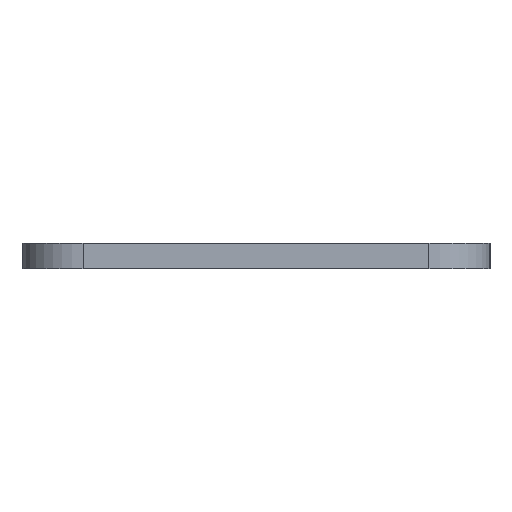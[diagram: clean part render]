
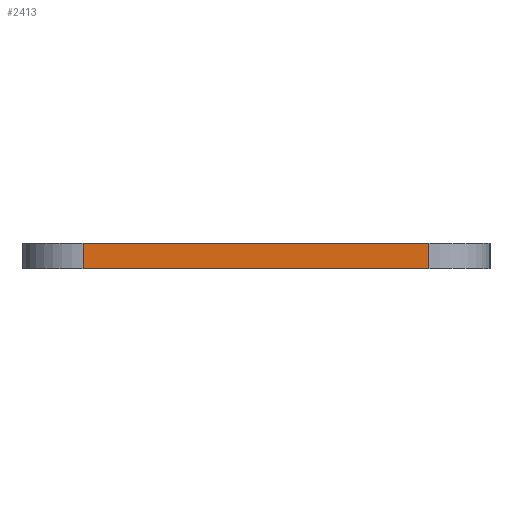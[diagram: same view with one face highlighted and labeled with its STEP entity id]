
A CAD part, left-side view. The second image highlights one B-rep face of the part: STEP entity #2413.
In plain terms, the highlighted planar face has unit normal (-1, 0, 0).
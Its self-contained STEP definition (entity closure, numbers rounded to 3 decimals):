
#55 = CYLINDRICAL_SURFACE('',#56,3.81);
#56 = AXIS2_PLACEMENT_3D('',#57,#58,#59);
#57 = CARTESIAN_POINT('',(63.5,-21.59,0.));
#58 = DIRECTION('',(-0.,-0.,-1.));
#59 = DIRECTION('',(1.,0.,-0.));
#83 = PLANE('',#84);
#84 = AXIS2_PLACEMENT_3D('',#85,#86,#87);
#85 = CARTESIAN_POINT('',(133.985,-32.385,1.6));
#86 = DIRECTION('',(-0.,-0.,-1.));
#87 = DIRECTION('',(-1.,0.,0.));
#137 = PLANE('',#138);
#138 = AXIS2_PLACEMENT_3D('',#139,#140,#141);
#139 = CARTESIAN_POINT('',(133.985,-32.385,0.));
#140 = DIRECTION('',(-0.,-0.,-1.));
#141 = DIRECTION('',(-1.,0.,0.));
#154 = VERTEX_POINT('',#155);
#155 = CARTESIAN_POINT('',(59.69,-21.59,1.6));
#181 = EDGE_CURVE('',#182,#154,#184,.T.);
#182 = VERTEX_POINT('',#183);
#183 = CARTESIAN_POINT('',(59.69,-21.59,0.));
#184 = SURFACE_CURVE('',#185,(#189,#196),.PCURVE_S1.);
#185 = LINE('',#186,#187);
#186 = CARTESIAN_POINT('',(59.69,-21.59,0.));
#187 = VECTOR('',#188,1.);
#188 = DIRECTION('',(0.,0.,1.));
#189 = PCURVE('',#55,#190);
#190 = DEFINITIONAL_REPRESENTATION('',(#191),#195);
#191 = LINE('',#192,#193);
#192 = CARTESIAN_POINT('',(-3.142,0.));
#193 = VECTOR('',#194,1.);
#194 = DIRECTION('',(-0.,-1.));
#195 = ( GEOMETRIC_REPRESENTATION_CONTEXT(2) 
PARAMETRIC_REPRESENTATION_CONTEXT() REPRESENTATION_CONTEXT('2D SPACE',''
  ) );
#196 = PCURVE('',#197,#202);
#197 = PLANE('',#198);
#198 = AXIS2_PLACEMENT_3D('',#199,#200,#201);
#199 = CARTESIAN_POINT('',(59.69,-43.18,0.));
#200 = DIRECTION('',(-1.,0.,0.));
#201 = DIRECTION('',(0.,1.,0.));
#202 = DEFINITIONAL_REPRESENTATION('',(#203),#207);
#203 = LINE('',#204,#205);
#204 = CARTESIAN_POINT('',(21.59,0.));
#205 = VECTOR('',#206,1.);
#206 = DIRECTION('',(0.,-1.));
#207 = ( GEOMETRIC_REPRESENTATION_CONTEXT(2) 
PARAMETRIC_REPRESENTATION_CONTEXT() REPRESENTATION_CONTEXT('2D SPACE',''
  ) );
#411 = VERTEX_POINT('',#412);
#412 = CARTESIAN_POINT('',(59.69,-43.18,0.));
#431 = CYLINDRICAL_SURFACE('',#432,3.81);
#432 = AXIS2_PLACEMENT_3D('',#433,#434,#435);
#433 = CARTESIAN_POINT('',(63.5,-43.18,0.));
#434 = DIRECTION('',(-0.,-0.,-1.));
#435 = DIRECTION('',(1.,0.,-0.));
#443 = EDGE_CURVE('',#411,#182,#444,.T.);
#444 = SURFACE_CURVE('',#445,(#449,#456),.PCURVE_S1.);
#445 = LINE('',#446,#447);
#446 = CARTESIAN_POINT('',(59.69,-43.18,0.));
#447 = VECTOR('',#448,1.);
#448 = DIRECTION('',(0.,1.,0.));
#449 = PCURVE('',#137,#450);
#450 = DEFINITIONAL_REPRESENTATION('',(#451),#455);
#451 = LINE('',#452,#453);
#452 = CARTESIAN_POINT('',(74.295,-10.795));
#453 = VECTOR('',#454,1.);
#454 = DIRECTION('',(0.,1.));
#455 = ( GEOMETRIC_REPRESENTATION_CONTEXT(2) 
PARAMETRIC_REPRESENTATION_CONTEXT() REPRESENTATION_CONTEXT('2D SPACE',''
  ) );
#456 = PCURVE('',#197,#457);
#457 = DEFINITIONAL_REPRESENTATION('',(#458),#462);
#458 = LINE('',#459,#460);
#459 = CARTESIAN_POINT('',(0.,0.));
#460 = VECTOR('',#461,1.);
#461 = DIRECTION('',(1.,0.));
#462 = ( GEOMETRIC_REPRESENTATION_CONTEXT(2) 
PARAMETRIC_REPRESENTATION_CONTEXT() REPRESENTATION_CONTEXT('2D SPACE',''
  ) );
#1525 = VERTEX_POINT('',#1526);
#1526 = CARTESIAN_POINT('',(59.69,-43.18,1.6));
#1552 = EDGE_CURVE('',#1525,#154,#1553,.T.);
#1553 = SURFACE_CURVE('',#1554,(#1558,#1565),.PCURVE_S1.);
#1554 = LINE('',#1555,#1556);
#1555 = CARTESIAN_POINT('',(59.69,-43.18,1.6));
#1556 = VECTOR('',#1557,1.);
#1557 = DIRECTION('',(0.,1.,0.));
#1558 = PCURVE('',#83,#1559);
#1559 = DEFINITIONAL_REPRESENTATION('',(#1560),#1564);
#1560 = LINE('',#1561,#1562);
#1561 = CARTESIAN_POINT('',(74.295,-10.795));
#1562 = VECTOR('',#1563,1.);
#1563 = DIRECTION('',(0.,1.));
#1564 = ( GEOMETRIC_REPRESENTATION_CONTEXT(2) 
PARAMETRIC_REPRESENTATION_CONTEXT() REPRESENTATION_CONTEXT('2D SPACE',''
  ) );
#1565 = PCURVE('',#197,#1566);
#1566 = DEFINITIONAL_REPRESENTATION('',(#1567),#1571);
#1567 = LINE('',#1568,#1569);
#1568 = CARTESIAN_POINT('',(0.,-1.6));
#1569 = VECTOR('',#1570,1.);
#1570 = DIRECTION('',(1.,0.));
#1571 = ( GEOMETRIC_REPRESENTATION_CONTEXT(2) 
PARAMETRIC_REPRESENTATION_CONTEXT() REPRESENTATION_CONTEXT('2D SPACE',''
  ) );
#2413 = ADVANCED_FACE('',(#2414),#197,.T.);
#2414 = FACE_BOUND('',#2415,.T.);
#2415 = EDGE_LOOP('',(#2416,#2437,#2438,#2439));
#2416 = ORIENTED_EDGE('',*,*,#2417,.T.);
#2417 = EDGE_CURVE('',#411,#1525,#2418,.T.);
#2418 = SURFACE_CURVE('',#2419,(#2423,#2430),.PCURVE_S1.);
#2419 = LINE('',#2420,#2421);
#2420 = CARTESIAN_POINT('',(59.69,-43.18,0.));
#2421 = VECTOR('',#2422,1.);
#2422 = DIRECTION('',(0.,0.,1.));
#2423 = PCURVE('',#197,#2424);
#2424 = DEFINITIONAL_REPRESENTATION('',(#2425),#2429);
#2425 = LINE('',#2426,#2427);
#2426 = CARTESIAN_POINT('',(0.,0.));
#2427 = VECTOR('',#2428,1.);
#2428 = DIRECTION('',(0.,-1.));
#2429 = ( GEOMETRIC_REPRESENTATION_CONTEXT(2) 
PARAMETRIC_REPRESENTATION_CONTEXT() REPRESENTATION_CONTEXT('2D SPACE',''
  ) );
#2430 = PCURVE('',#431,#2431);
#2431 = DEFINITIONAL_REPRESENTATION('',(#2432),#2436);
#2432 = LINE('',#2433,#2434);
#2433 = CARTESIAN_POINT('',(-3.142,0.));
#2434 = VECTOR('',#2435,1.);
#2435 = DIRECTION('',(-0.,-1.));
#2436 = ( GEOMETRIC_REPRESENTATION_CONTEXT(2) 
PARAMETRIC_REPRESENTATION_CONTEXT() REPRESENTATION_CONTEXT('2D SPACE',''
  ) );
#2437 = ORIENTED_EDGE('',*,*,#1552,.T.);
#2438 = ORIENTED_EDGE('',*,*,#181,.F.);
#2439 = ORIENTED_EDGE('',*,*,#443,.F.);
